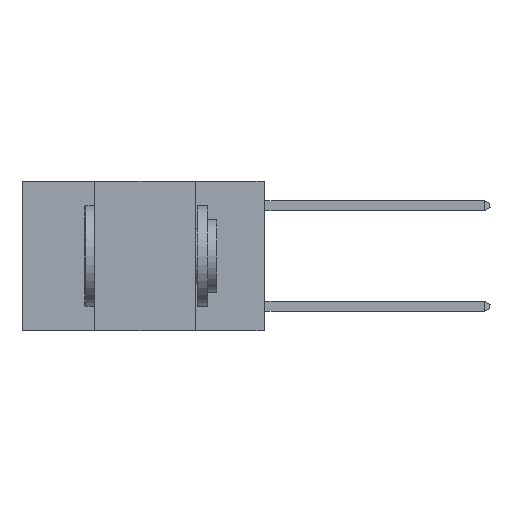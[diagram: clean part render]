
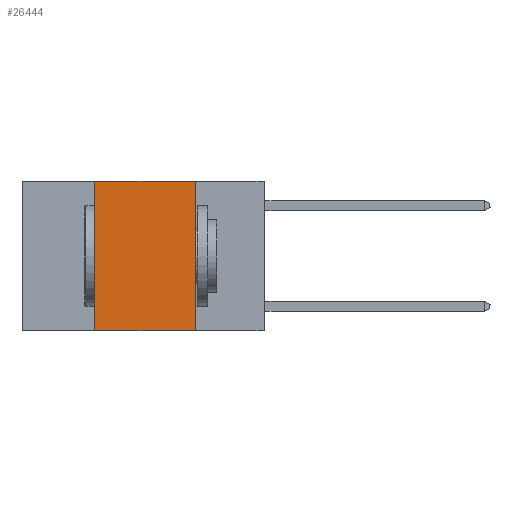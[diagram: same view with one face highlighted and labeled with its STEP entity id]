
A CAD part, left-side view. The second image highlights one B-rep face of the part: STEP entity #26444.
In plain terms, the highlighted planar face has unit normal (-1, 0, 0).
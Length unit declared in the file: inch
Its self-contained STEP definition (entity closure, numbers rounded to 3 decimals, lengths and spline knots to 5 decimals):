
#759 = CARTESIAN_POINT ( 'NONE',  ( 0., 0.17, 0. ) ) ;
#1186 = EDGE_CURVE ( 'NONE', #11440, #7738, #10123, .T. ) ;
#1295 = EDGE_CURVE ( 'NONE', #13390, #5796, #5743, .T. ) ;
#2242 = ORIENTED_EDGE ( 'NONE', *, *, #1295, .F. ) ;
#2841 = AXIS2_PLACEMENT_3D ( 'NONE', #11158, #20402, #22715 ) ;
#3128 = EDGE_CURVE ( 'NONE', #5796, #11440, #8353, .T. ) ;
#5014 = VECTOR ( 'NONE', #28223, 39.37008 ) ;
#5461 = CARTESIAN_POINT ( 'NONE',  ( 0., 0.17, 0. ) ) ;
#5743 = LINE ( 'NONE', #12737, #5014 ) ;
#5796 = VERTEX_POINT ( 'NONE', #23313 ) ;
#6020 = DIRECTION ( 'NONE',  ( 0., -1., 0. ) ) ;
#6919 = VECTOR ( 'NONE', #6020, 39.37008 ) ;
#7738 = VERTEX_POINT ( 'NONE', #13401 ) ;
#8353 = LINE ( 'NONE', #10538, #6919 ) ;
#9878 = ORIENTED_EDGE ( 'NONE', *, *, #3128, .F. ) ;
#10123 = LINE ( 'NONE', #5461, #16631 ) ;
#10538 = CARTESIAN_POINT ( 'NONE',  ( 0., 0.6, 0. ) ) ;
#11158 = CARTESIAN_POINT ( 'NONE',  ( 0., 0.6, 0. ) ) ;
#11440 = VERTEX_POINT ( 'NONE', #759 ) ;
#11592 = PLANE ( 'NONE',  #2841 ) ;
#12737 = CARTESIAN_POINT ( 'NONE',  ( 0., 0.42, 0. ) ) ;
#13390 = VERTEX_POINT ( 'NONE', #16974 ) ;
#13401 = CARTESIAN_POINT ( 'NONE',  ( 0., 0.17, -0.37 ) ) ;
#15355 = CARTESIAN_POINT ( 'NONE',  ( 0., 0.6, -0.37 ) ) ;
#16631 = VECTOR ( 'NONE', #27651, 39.37008 ) ;
#16974 = CARTESIAN_POINT ( 'NONE',  ( 0., 0.42, -0.37 ) ) ;
#17153 = ORIENTED_EDGE ( 'NONE', *, *, #1186, .F. ) ;
#18063 = EDGE_LOOP ( 'NONE', ( #17153, #9878, #2242, #22381 ) ) ;
#20402 = DIRECTION ( 'NONE',  ( 1., 0., 0. ) ) ;
#21740 = DIRECTION ( 'NONE',  ( 0., -1., 0. ) ) ;
#22381 = ORIENTED_EDGE ( 'NONE', *, *, #27559, .T. ) ;
#22715 = DIRECTION ( 'NONE',  ( 0., 0., -1. ) ) ;
#23313 = CARTESIAN_POINT ( 'NONE',  ( 0., 0.42, 0. ) ) ;
#24177 = LINE ( 'NONE', #15355, #26471 ) ;
#24751 = FACE_OUTER_BOUND ( 'NONE', #18063, .T. ) ;
#26444 = ADVANCED_FACE ( 'NONE', ( #24751 ), #11592, .F. ) ;
#26471 = VECTOR ( 'NONE', #21740, 39.37008 ) ;
#27559 = EDGE_CURVE ( 'NONE', #13390, #7738, #24177, .T. ) ;
#27651 = DIRECTION ( 'NONE',  ( 0., 0., -1. ) ) ;
#28223 = DIRECTION ( 'NONE',  ( 0., 0., 1. ) ) ;
